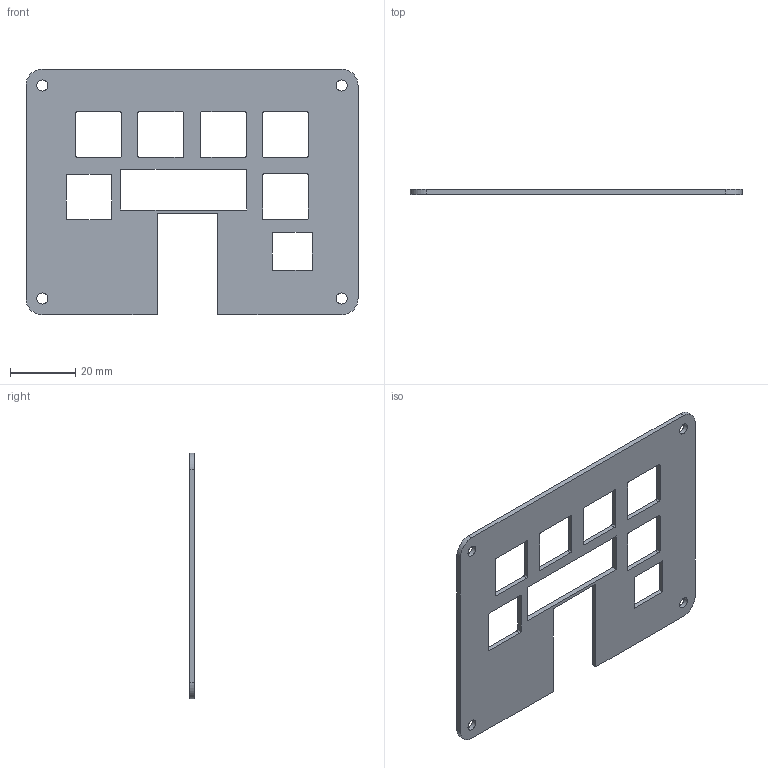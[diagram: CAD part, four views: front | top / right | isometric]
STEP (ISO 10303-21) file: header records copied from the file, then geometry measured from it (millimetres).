
FILE_DESCRIPTION(/* description */ (''),/* implementation_level */ '2;1');
FILE_NAME(/* name */ 'ToP CASE.step',/* time_stamp */ '2025-12-03T23:17:03+04:00',/* author */ (''),/* organization */ (''),/* preprocessor_version */ 'ST-DEVELOPER v20.1',/* originating_system */ 'Autodesk Translation Framework v14.21.0.0',/* authorisation */ '');
FILE_SCHEMA (('AUTOMOTIVE_DESIGN { 1 0 10303 214 3 1 1 }'));
Length unit declared in the file: millimetre
Products named in the file (1): 2025-11-30-22-28-13-666
Bounding box: 101.49 x 1.5 x 75.12 mm (x, y, z)
Volume: 7792.9 mm3; surface area: 11785.3 mm2
Topology: 1 solids, 1 shells, 74 faces, 216 edges, 144 vertices
Faces by surface type: plane 42, cylinder 32
Full cylindrical faces by diameter (mm): 3.4 x4
Entity records: 2545 total; most frequent: CARTESIAN_POINT 435, ORIENTED_EDGE 432, DIRECTION 430, EDGE_CURVE 216, LINE 152, VECTOR 152, VERTEX_POINT 144, AXIS2_PLACEMENT_3D 139
